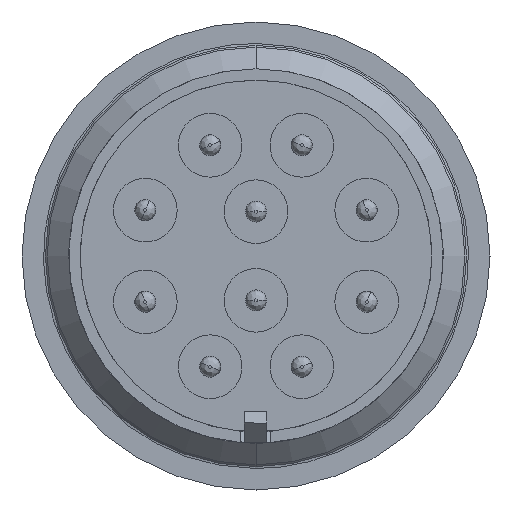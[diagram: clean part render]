
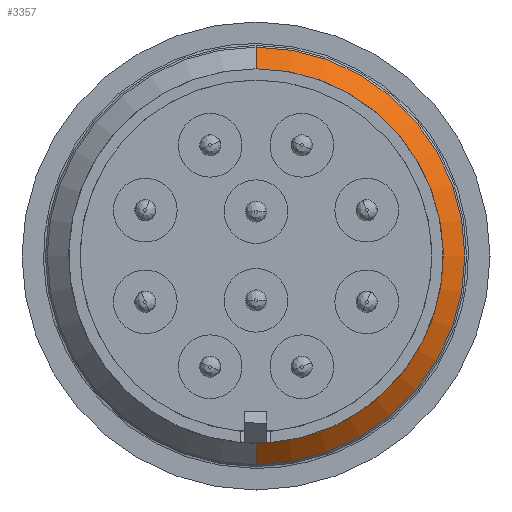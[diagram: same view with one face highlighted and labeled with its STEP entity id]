
A CAD part, front view. The second image highlights one B-rep face of the part: STEP entity #3357.
In plain terms, the highlighted conical face has half-angle 46.432 degrees and reference radius 14.166 mm.
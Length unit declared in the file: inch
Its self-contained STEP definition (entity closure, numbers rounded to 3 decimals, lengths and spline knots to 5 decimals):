
#326 = CARTESIAN_POINT ( 'NONE',  ( 0., -0.66935, 0.5 ) ) ;
#591 = CARTESIAN_POINT ( 'NONE',  ( 0., -0.61444, -0.55772 ) ) ;
#620 = CARTESIAN_POINT ( 'NONE',  ( 0., -0.66935, -0.5 ) ) ;
#836 = CARTESIAN_POINT ( 'NONE',  ( 0., -0.61444, -0.55772 ) ) ;
#848 = CARTESIAN_POINT ( 'NONE',  ( 0., -0.61444, 0.55772 ) ) ;
#849 = DIRECTION ( 'NONE',  ( 0., 0.689, 0.725 ) ) ;
#1101 = ORIENTED_EDGE ( 'NONE', *, *, #9131, .F. ) ;
#1102 = ORIENTED_EDGE ( 'NONE', *, *, #9130, .T. ) ;
#1103 = ORIENTED_EDGE ( 'NONE', *, *, #9146, .T. ) ;
#1104 = ORIENTED_EDGE ( 'NONE', *, *, #9127, .F. ) ;
#3357 = ADVANCED_FACE ( 'NONE', ( #3475 ), #3467, .T. ) ;
#3467 = CONICAL_SURFACE ( 'NONE', #7025, 0.55772, 0.81 ) ;
#3475 = FACE_OUTER_BOUND ( 'NONE', #8028, .T. ) ;
#4433 = AXIS2_PLACEMENT_3D ( 'NONE', #5106, #5107, #5108 ) ;
#4453 = AXIS2_PLACEMENT_3D ( 'NONE', #5148, #5149, #5150 ) ;
#5105 = DIRECTION ( 'NONE',  ( 0., 0.689, -0.725 ) ) ;
#5106 = CARTESIAN_POINT ( 'NONE',  ( 0., -0.66935, 0. ) ) ;
#5107 = DIRECTION ( 'NONE',  ( 0., -1., 0. ) ) ;
#5108 = DIRECTION ( 'NONE',  ( 0., 0., 1. ) ) ;
#5148 = CARTESIAN_POINT ( 'NONE',  ( 0., -0.61444, 0. ) ) ;
#5149 = DIRECTION ( 'NONE',  ( 0., -1., 0. ) ) ;
#5150 = DIRECTION ( 'NONE',  ( 0.004, 0., 1. ) ) ;
#5777 = CIRCLE ( 'NONE', #4453, 0.55772 ) ;
#5798 = VECTOR ( 'NONE', #5105, 39.37008 ) ;
#5801 = CIRCLE ( 'NONE', #4433, 0.5 ) ;
#5804 = VECTOR ( 'NONE', #849, 39.37008 ) ;
#5805 = LINE ( 'NONE', #836, #5798 ) ;
#5806 = LINE ( 'NONE', #848, #5804 ) ;
#7025 = AXIS2_PLACEMENT_3D ( 'NONE', #9556, #9558, #9562 ) ;
#8028 = EDGE_LOOP ( 'NONE', ( #1101, #1102, #1103, #1104 ) ) ;
#8131 = VERTEX_POINT ( 'NONE', #11034 ) ;
#8289 = VERTEX_POINT ( 'NONE', #326 ) ;
#8554 = VERTEX_POINT ( 'NONE', #591 ) ;
#8583 = VERTEX_POINT ( 'NONE', #620 ) ;
#9127 = EDGE_CURVE ( 'NONE', #8289, #8131, #5806, .T. ) ;
#9130 = EDGE_CURVE ( 'NONE', #8583, #8554, #5805, .T. ) ;
#9131 = EDGE_CURVE ( 'NONE', #8583, #8289, #5801, .T. ) ;
#9146 = EDGE_CURVE ( 'NONE', #8554, #8131, #5777, .T. ) ;
#9556 = CARTESIAN_POINT ( 'NONE',  ( 0., -0.61444, 0. ) ) ;
#9558 = DIRECTION ( 'NONE',  ( 0., 1., 0. ) ) ;
#9562 = DIRECTION ( 'NONE',  ( 0., 0., 1. ) ) ;
#11034 = CARTESIAN_POINT ( 'NONE',  ( 0., -0.61444, 0.55772 ) ) ;
